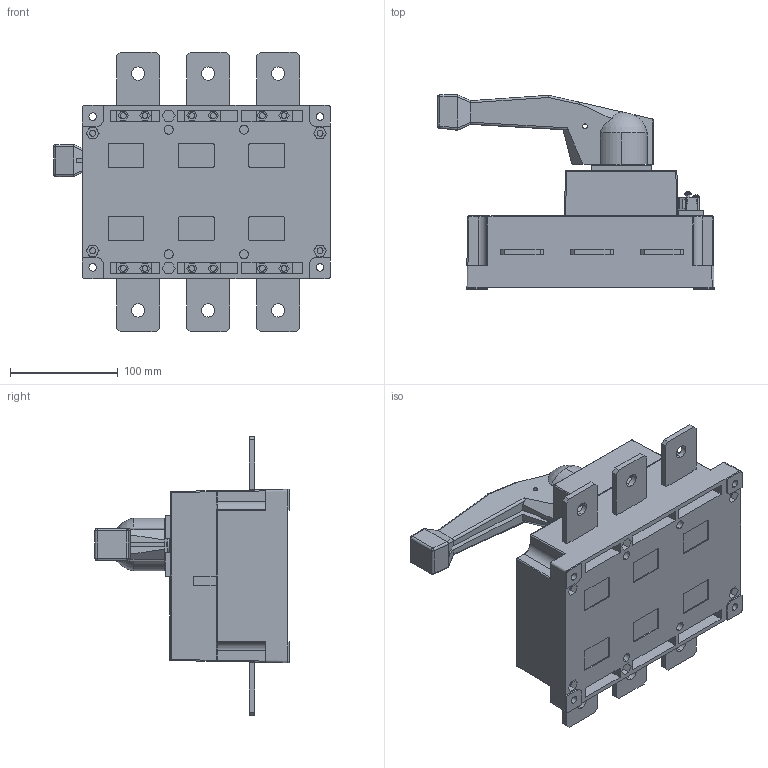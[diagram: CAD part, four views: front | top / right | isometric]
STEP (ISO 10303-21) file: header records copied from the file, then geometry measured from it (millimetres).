
FILE_DESCRIPTION (( 'STEP AP203' ), '1' );
FILE_NAME ('psds-630-3.ÃÌ Ðóáèëüíèê-âûêëþ÷àòåëü 630A 3P c ðóêîÿòêîé óïðàâëåíèÿ äëÿ ïðÿìîé óñòàíîâêè PowerSwitch EKF.STEP', '2024-12-27T12:05:17', ( '' ), ( '' ), 'SwSTEP 2.0', 'SolidWorks 2021', '' );
FILE_SCHEMA (( 'CONFIG_CONTROL_DESIGN' ));
Length unit declared in the file: millimetre
Products named in the file (1): psds-630-3.ÃÌ Ðóáèëüíèê-âûêëþ÷àòåëü 630A 3P c ðóêîÿòêîé óïðàâëåíèÿ äëÿ ïðÿìîé óñòàíîâêè PowerSwitch EKF
Bounding box: 256.71 x 180.23 x 259.7 mm (x, y, z)
Volume: 3240536.6 mm3; surface area: 247948.4 mm2
Topology: 19 solids, 19 shells, 1013 faces, 2586 edges, 1676 vertices
Faces by surface type: plane 685, cylinder 290, sphere 30, bspline 4, torus 4
Entity records: 30808 total; most frequent: CARTESIAN_POINT 6008, ORIENTED_EDGE 5152, DIRECTION 5057, EDGE_CURVE 2576, VECTOR 1851, LINE 1851, VERTEX_POINT 1676, AXIS2_PLACEMENT_3D 1603
